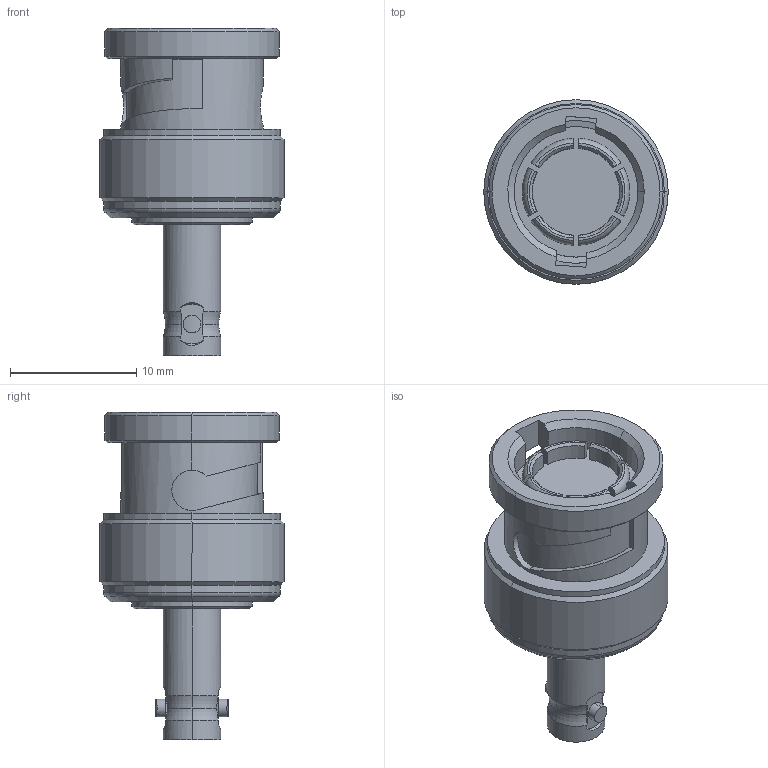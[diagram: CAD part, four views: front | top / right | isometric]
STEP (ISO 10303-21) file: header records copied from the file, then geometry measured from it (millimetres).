
FILE_DESCRIPTION (( 'STEP AP214' ), '1' );
FILE_NAME ('J01008A0091O1.STEP', '2019-07-04T09:39:18', ( '' ), ( '' ), 'SwSTEP 2.0', 'SolidWorks 2018', '' );
FILE_SCHEMA (( 'AUTOMOTIVE_DESIGN' ));
Length unit declared in the file: millimetre
Products named in the file (1): J01008A0091O1
Bounding box: 14.6 x 14.6 x 25.9 mm (x, y, z)
Volume: 2018.7 mm3; surface area: 1377.6 mm2
Topology: 1 solids, 1 shells, 141 faces, 354 edges, 225 vertices
Faces by surface type: cylinder 53, plane 42, cone 32, torus 14
Entity records: 6047 total; most frequent: CARTESIAN_POINT 1226, ORIENTED_EDGE 708, DIRECTION 679, EDGE_CURVE 354, AXIS2_PLACEMENT_3D 266, VERTEX_POINT 225, EDGE_LOOP 155, VECTOR 147
